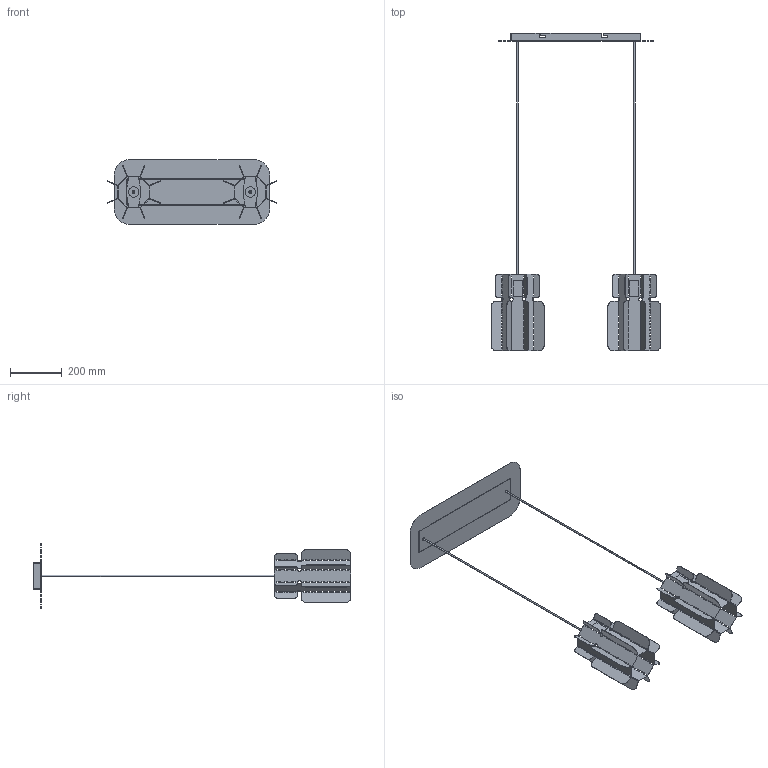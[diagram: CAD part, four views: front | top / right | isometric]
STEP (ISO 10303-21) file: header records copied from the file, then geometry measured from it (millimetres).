
FILE_DESCRIPTION (( 'STEP AP203' ), '1' );
FILE_NAME ('1012.STEP', '2023-06-15T06:27:58', ( '' ), ( '' ), 'SwSTEP 2.0', 'SolidWorks 2022', '' );
FILE_SCHEMA (( 'CONFIG_CONTROL_DESIGN' ));
Length unit declared in the file: millimetre
Products named in the file (7): 1012; 08101222.IGS; 08101212.IGS; 900 kabel.IGS; 08101221.IGS; 08101211-ohyb.IGS; 08101210-ASM.IGS
Assembly tree (23 placements, depth 3):
  1012
    08101210-ASM.IGS
      08101211-ohyb.IGS  x16
      08101212.IGS  x2
      08101221.IGS
      08101222.IGS
      900 kabel.IGS  x2
Bounding box: 653.49 x 1224.85 x 250 mm (x, y, z)
Volume: 507552.1 mm3; surface area: 1644755 mm2
Topology: 22 solids, 22 shells, 4572 faces, 12312 edges, 7080 vertices
Faces by surface type: bspline 3248, plane 1324
Entity records: 16349 total; most frequent: CARTESIAN_POINT 6112, ORIENTED_EDGE 2166, DIRECTION 1539, EDGE_CURVE 1083, VERTEX_POINT 638, LINE 577, VECTOR 577, AXIS2_PLACEMENT_3D 481
